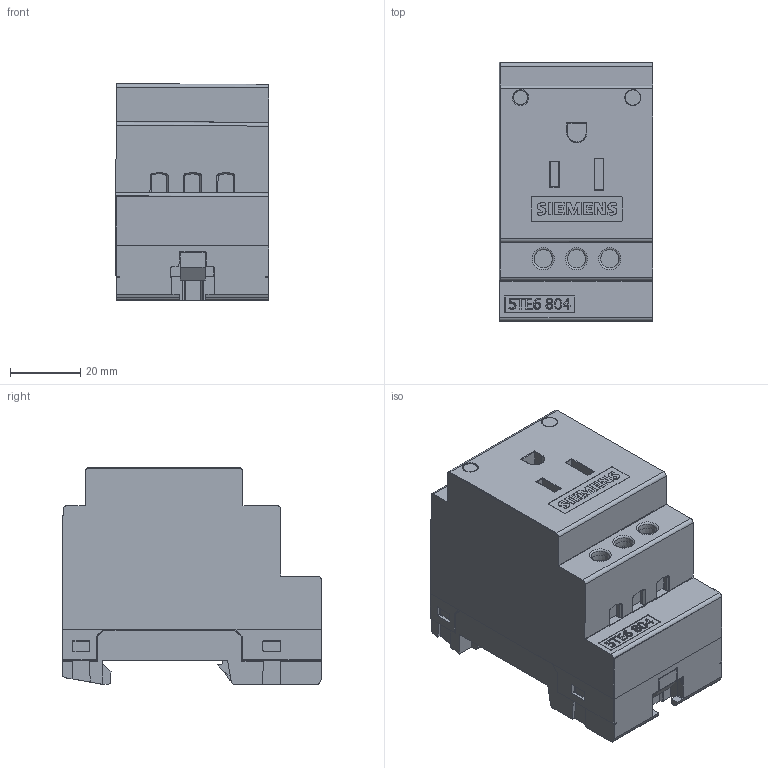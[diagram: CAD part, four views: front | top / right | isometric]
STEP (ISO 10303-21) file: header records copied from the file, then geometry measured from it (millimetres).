
FILE_DESCRIPTION(/* description */ (''),/* implementation_level */ '2;1');
FILE_NAME(/* name */ '5TE6804_v.stp',/* time_stamp */ '2023-03-29T16:11:17+02:00',/* author */ ('"(c) Siemens AG Smart Infrastructure"'),/* organization */ ('"(c) Siemens AG - Smart Infrastructure - EP"'),/* preprocessor_version */ 'ST-DEVELOPER v18.101',/* originating_system */ 'SIEMENS PLM Software NX 2008',/* authorisation */ '"Transmittal reproduction, dissemination and/or editing of this document as well as utilization of its contents and communication thereof to others without express authorization is prohibited. Offenders will be held liable for payment of damages. All rights created by patent grant or registration of a utility model or design patent are reserved."');
FILE_SCHEMA (('AUTOMOTIVE_DESIGN { 1 0 10303 214 3 1 1 1 }'));
Length unit declared in the file: millimetre
Products named in the file (1): model3
Bounding box: 43.8 x 73.9 x 61.79 mm (x, y, z)
Volume: 151404.8 mm3; surface area: 25137.4 mm2
Topology: 1 solids, 1 shells, 960 faces, 2717 edges, 1790 vertices
Faces by surface type: plane 555, cylinder 360, torus 22, cone 12, extrusion 6, bspline 4, sphere 1
Entity records: 38752 total; most frequent: CARTESIAN_POINT 6837, ORIENTED_EDGE 5396, DIRECTION 5173, EDGE_CURVE 2698, VERTEX_POINT 1780, VECTOR 1737, LINE 1731, AXIS2_PLACEMENT_3D 1718
